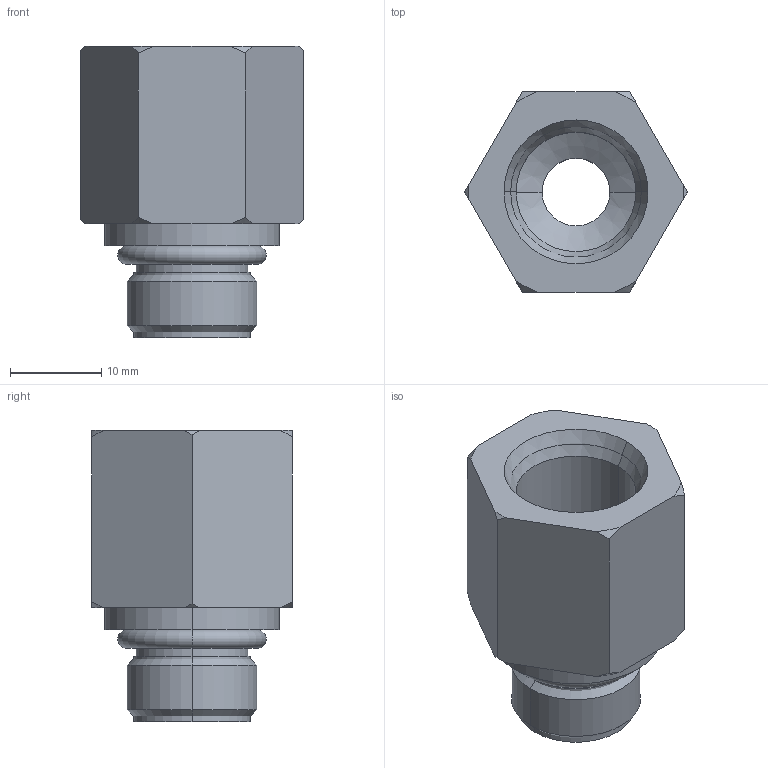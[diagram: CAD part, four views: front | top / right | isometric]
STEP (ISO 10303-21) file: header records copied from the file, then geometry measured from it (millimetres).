
FILE_DESCRIPTION((''),'2;1');
FILE_NAME('ILC30791266','2023-09-06T13:18:35',('rkuestersteffen'),(''),'CREO PARAMETRIC BY PTC INC, 2021164','CREO PARAMETRIC BY PTC INC, 2021164','');
FILE_SCHEMA(('AUTOMOTIVE_DESIGN { 1 0 10303 214 1 1 1 1 }'));
Length unit declared in the file: inch
Products named in the file (1): ILC30791266
Bounding box: 24.41 x 21.97 x 31.88 mm (x, y, z)
Volume: 7024.4 mm3; surface area: 4744.8 mm2
Topology: 1 solids, 3 shells, 46 faces, 112 edges, 70 vertices
Faces by surface type: cone 20, cylinder 14, plane 10, torus 2
Entity records: 1893 total; most frequent: CARTESIAN_POINT 366, DIRECTION 253, ORIENTED_EDGE 216, EDGE_CURVE 112, AXIS2_PLACEMENT_3D 104, VERTEX_POINT 70, EDGE_LOOP 50, CIRCLE 48
